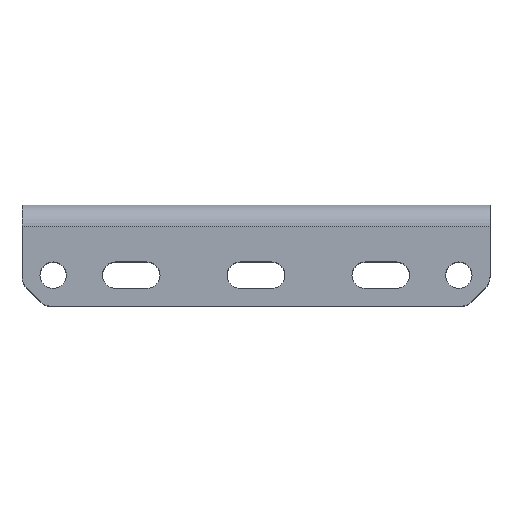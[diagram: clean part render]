
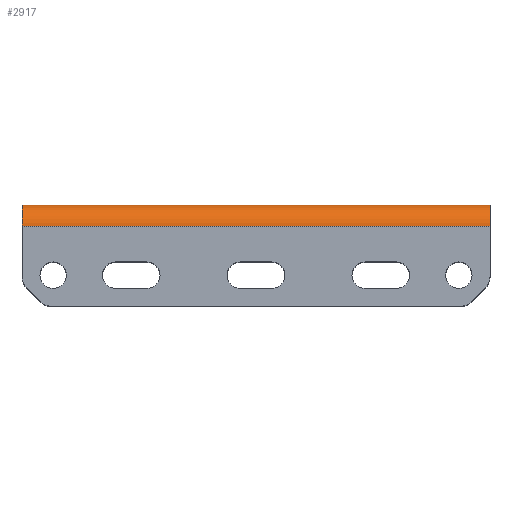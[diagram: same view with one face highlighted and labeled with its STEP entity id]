
A CAD part, top view. The second image highlights one B-rep face of the part: STEP entity #2917.
In plain terms, the highlighted cylindrical face has radius 2.737 mm (diameter 5.473 mm), a partial arc.
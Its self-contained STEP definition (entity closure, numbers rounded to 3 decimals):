
#21 = ORIENTED_EDGE ( 'NONE', *, *, #3437, .F. ) ;
#22 = DIRECTION ( 'NONE',  ( 0., 0., 1. ) ) ;
#98 = VERTEX_POINT ( 'NONE', #630 ) ;
#118 = CARTESIAN_POINT ( 'NONE',  ( -30., 0., 16.763 ) ) ;
#246 = CYLINDRICAL_SURFACE ( 'NONE', #660, 2.737 ) ;
#319 = DIRECTION ( 'NONE',  ( 0., 0., 1. ) ) ;
#555 = VERTEX_POINT ( 'NONE', #2283 ) ;
#593 = CARTESIAN_POINT ( 'NONE',  ( -30., 0., 16.763 ) ) ;
#630 = CARTESIAN_POINT ( 'NONE',  ( -30., -2.737, 19.5 ) ) ;
#660 = AXIS2_PLACEMENT_3D ( 'NONE', #1022, #2873, #22 ) ;
#694 = ORIENTED_EDGE ( 'NONE', *, *, #2470, .T. ) ;
#705 = VECTOR ( 'NONE', #1407, 1000. ) ;
#793 = EDGE_LOOP ( 'NONE', ( #1384, #21, #694, #3275 ) ) ;
#819 = CARTESIAN_POINT ( 'NONE',  ( 30., -2.737, 19.5 ) ) ;
#1022 = CARTESIAN_POINT ( 'NONE',  ( -30., -2.737, 16.763 ) ) ;
#1029 = VERTEX_POINT ( 'NONE', #118 ) ;
#1076 = AXIS2_PLACEMENT_3D ( 'NONE', #2462, #1927, #319 ) ;
#1127 = FACE_OUTER_BOUND ( 'NONE', #793, .T. ) ;
#1384 = ORIENTED_EDGE ( 'NONE', *, *, #1791, .F. ) ;
#1407 = DIRECTION ( 'NONE',  ( 1., 0., 0. ) ) ;
#1441 = DIRECTION ( 'NONE',  ( -1., 0., 0. ) ) ;
#1580 = DIRECTION ( 'NONE',  ( 1., 0., 0. ) ) ;
#1679 = CARTESIAN_POINT ( 'NONE',  ( -30., -2.737, 16.763 ) ) ;
#1761 = EDGE_CURVE ( 'NONE', #555, #2944, #2892, .T. ) ;
#1791 = EDGE_CURVE ( 'NONE', #1029, #555, #2134, .T. ) ;
#1874 = CARTESIAN_POINT ( 'NONE',  ( 30., -2.737, 19.5 ) ) ;
#1927 = DIRECTION ( 'NONE',  ( 1., 0., 0. ) ) ;
#2134 = LINE ( 'NONE', #593, #705 ) ;
#2226 = DIRECTION ( 'NONE',  ( 0., 0., 1. ) ) ;
#2283 = CARTESIAN_POINT ( 'NONE',  ( 30., 0., 16.763 ) ) ;
#2415 = LINE ( 'NONE', #819, #2920 ) ;
#2462 = CARTESIAN_POINT ( 'NONE',  ( 30., -2.737, 16.763 ) ) ;
#2470 = EDGE_CURVE ( 'NONE', #98, #2944, #2415, .T. ) ;
#2873 = DIRECTION ( 'NONE',  ( -1., 0., 0. ) ) ;
#2892 = CIRCLE ( 'NONE', #1076, 2.737 ) ;
#2917 = ADVANCED_FACE ( 'NONE', ( #1127 ), #246, .T. ) ;
#2920 = VECTOR ( 'NONE', #1580, 1000. ) ;
#2941 = CIRCLE ( 'NONE', #3061, 2.737 ) ;
#2944 = VERTEX_POINT ( 'NONE', #1874 ) ;
#3061 = AXIS2_PLACEMENT_3D ( 'NONE', #1679, #1441, #2226 ) ;
#3275 = ORIENTED_EDGE ( 'NONE', *, *, #1761, .F. ) ;
#3437 = EDGE_CURVE ( 'NONE', #98, #1029, #2941, .T. ) ;
